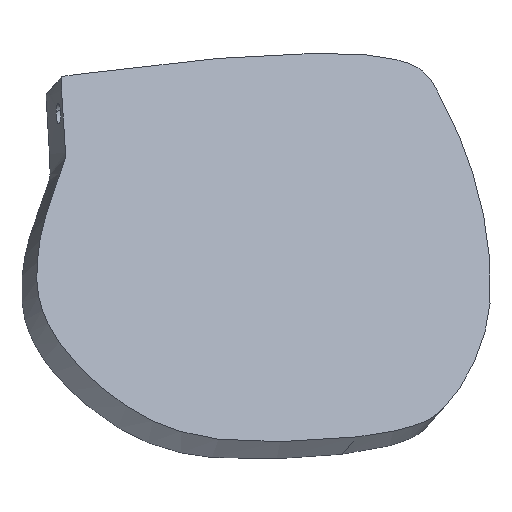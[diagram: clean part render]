
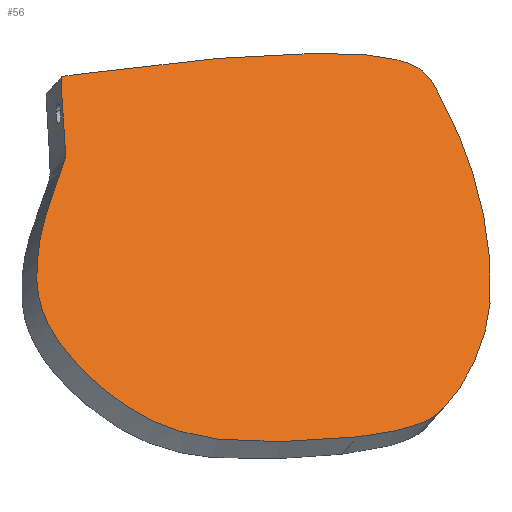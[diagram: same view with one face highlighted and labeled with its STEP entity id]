
A CAD part, left-side view. The second image highlights one B-rep face of the part: STEP entity #56.
In plain terms, the highlighted planar face has unit normal (-0.944, -0.202, 0.262).
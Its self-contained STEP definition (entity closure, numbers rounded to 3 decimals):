
#56=ADVANCED_FACE('',(#71),#72,.T.);
#71=FACE_OUTER_BOUND('',#437,.T.);
#72=PLANE('',#438);
#437=EDGE_LOOP('',(#473,#474));
#438=AXIS2_PLACEMENT_3D('',#475,#476,#477);
#473=ORIENTED_EDGE('',*,*,#487,.F.);
#474=ORIENTED_EDGE('',*,*,#495,.F.);
#475=CARTESIAN_POINT('',(37.793,3.484,-90.639));
#476=DIRECTION('',(-0.944,-0.202,0.262));
#477=DIRECTION('',(0.,0.792,0.611));
#487=EDGE_CURVE('',#502,#498,#504,.T.);
#495=EDGE_CURVE('',#498,#502,#517,.T.);
#498=VERTEX_POINT('',#520);
#502=VERTEX_POINT('',#570);
#504=B_SPLINE_CURVE_WITH_KNOTS('',3,(#573,#574,#575,#576,#577,#578,#579,#580,#581,#582,#583,#584,#585,#586,#587,#588,#589,#590,#591,#592,#593,#594,#595,#596,#597,#598,#599,#600,#601,#602,#603,#604,#605,#606,#607,#608,#609,#610,#611,#612,#613,#614,#615,#616,#617,#618),.UNSPECIFIED.,.F.,.F.,(4,3,3,3,3,3,3,3,3,3,3,3,3,3,3,4),(0.0,8.159,18.341,27.476,33.079,36.326,39.635,45.716,52.875,59.132,64.368,69.755,74.199,77.141,81.193,84.122),.UNSPECIFIED.);
#517=B_SPLINE_CURVE_WITH_KNOTS('',3,(#698,#699,#700,#701,#702,#703,#704,#705,#706,#707,#708,#709,#710,#711,#712,#713,#714,#715,#716,#717,#718,#719,#720,#721,#722,#723,#724,#725,#726,#727,#728,#729,#730,#731,#732,#733,#734,#735,#736,#737,#738,#739,#740,#741,#742,#743),.UNSPECIFIED.,.F.,.F.,(4,3,3,3,3,3,3,3,3,3,3,3,3,3,3,4),(84.122,87.05,94.484,100.336,105.3,110.427,115.955,120.612,124.856,130.155,135.389,137.911,140.508,144.52,146.301,148.167),.UNSPECIFIED.);
#520=CARTESIAN_POINT('',(21.838,21.321,-134.386));
#570=CARTESIAN_POINT('',(25.928,49.566,-97.842));
#573=CARTESIAN_POINT('',(25.928,49.566,-97.842));
#574=CARTESIAN_POINT('',(26.315,48.014,-97.646));
#575=CARTESIAN_POINT('',(27.09,44.929,-97.233));
#576=CARTESIAN_POINT('',(27.883,41.706,-96.864));
#577=CARTESIAN_POINT('',(28.675,38.483,-96.494));
#578=CARTESIAN_POINT('',(29.486,35.121,-96.168));
#579=CARTESIAN_POINT('',(30.245,31.845,-95.96));
#580=CARTESIAN_POINT('',(31.004,28.57,-95.751));
#581=CARTESIAN_POINT('',(31.712,25.381,-95.66));
#582=CARTESIAN_POINT('',(32.218,22.935,-95.724));
#583=CARTESIAN_POINT('',(32.724,20.489,-95.788));
#584=CARTESIAN_POINT('',(33.028,18.784,-96.006));
#585=CARTESIAN_POINT('',(33.223,17.475,-96.316));
#586=CARTESIAN_POINT('',(33.417,16.166,-96.625));
#587=CARTESIAN_POINT('',(33.502,15.253,-97.025));
#588=CARTESIAN_POINT('',(33.483,14.584,-97.608));
#589=CARTESIAN_POINT('',(33.465,13.915,-98.19));
#590=CARTESIAN_POINT('',(33.343,13.492,-98.955));
#591=CARTESIAN_POINT('',(33.116,12.796,-100.31));
#592=CARTESIAN_POINT('',(32.889,12.101,-101.665));
#593=CARTESIAN_POINT('',(32.557,11.135,-103.609));
#594=CARTESIAN_POINT('',(32.129,10.331,-105.77));
#595=CARTESIAN_POINT('',(31.702,9.528,-107.93));
#596=CARTESIAN_POINT('',(31.18,8.888,-110.306));
#597=CARTESIAN_POINT('',(30.659,8.47,-112.506));
#598=CARTESIAN_POINT('',(30.138,8.053,-114.707));
#599=CARTESIAN_POINT('',(29.618,7.857,-116.733));
#600=CARTESIAN_POINT('',(29.127,7.827,-118.523));
#601=CARTESIAN_POINT('',(28.637,7.798,-120.314));
#602=CARTESIAN_POINT('',(28.176,7.934,-121.869));
#603=CARTESIAN_POINT('',(27.641,8.335,-123.488));
#604=CARTESIAN_POINT('',(27.106,8.737,-125.107));
#605=CARTESIAN_POINT('',(26.497,9.403,-126.79));
#606=CARTESIAN_POINT('',(25.932,10.198,-128.212));
#607=CARTESIAN_POINT('',(25.367,10.994,-129.635));
#608=CARTESIAN_POINT('',(24.847,11.918,-130.797));
#609=CARTESIAN_POINT('',(24.47,12.682,-131.563));
#610=CARTESIAN_POINT('',(24.094,13.446,-132.33));
#611=CARTESIAN_POINT('',(23.862,14.051,-132.7));
#612=CARTESIAN_POINT('',(23.562,14.994,-133.054));
#613=CARTESIAN_POINT('',(23.262,15.936,-133.408));
#614=CARTESIAN_POINT('',(22.894,17.215,-133.746));
#615=CARTESIAN_POINT('',(22.486,18.767,-134.021));
#616=CARTESIAN_POINT('',(22.282,19.543,-134.158));
#617=CARTESIAN_POINT('',(22.067,20.387,-134.28));
#618=CARTESIAN_POINT('',(21.838,21.321,-134.386));
#698=CARTESIAN_POINT('',(21.838,21.321,-134.386));
#699=CARTESIAN_POINT('',(21.608,22.255,-134.492));
#700=CARTESIAN_POINT('',(21.363,23.279,-134.584));
#701=CARTESIAN_POINT('',(21.099,24.416,-134.66));
#702=CARTESIAN_POINT('',(20.57,26.688,-134.814));
#703=CARTESIAN_POINT('',(19.961,29.409,-134.91));
#704=CARTESIAN_POINT('',(19.491,31.666,-134.862));
#705=CARTESIAN_POINT('',(19.021,33.923,-134.814));
#706=CARTESIAN_POINT('',(18.69,35.715,-134.624));
#707=CARTESIAN_POINT('',(18.432,37.373,-134.275));
#708=CARTESIAN_POINT('',(18.173,39.031,-133.926));
#709=CARTESIAN_POINT('',(17.988,40.555,-133.419));
#710=CARTESIAN_POINT('',(17.868,42.024,-132.718));
#711=CARTESIAN_POINT('',(17.748,43.494,-132.016));
#712=CARTESIAN_POINT('',(17.693,44.911,-131.119));
#713=CARTESIAN_POINT('',(17.699,46.338,-129.995));
#714=CARTESIAN_POINT('',(17.706,47.766,-128.871));
#715=CARTESIAN_POINT('',(17.772,49.206,-127.52));
#716=CARTESIAN_POINT('',(17.9,50.322,-126.198));
#717=CARTESIAN_POINT('',(18.028,51.439,-124.876));
#718=CARTESIAN_POINT('',(18.216,52.233,-123.584));
#719=CARTESIAN_POINT('',(18.454,52.764,-122.318));
#720=CARTESIAN_POINT('',(18.691,53.296,-121.051));
#721=CARTESIAN_POINT('',(18.978,53.564,-119.811));
#722=CARTESIAN_POINT('',(19.384,53.603,-118.316));
#723=CARTESIAN_POINT('',(19.79,53.641,-116.822));
#724=CARTESIAN_POINT('',(20.316,53.451,-115.074));
#725=CARTESIAN_POINT('',(20.9,53.02,-113.303));
#726=CARTESIAN_POINT('',(21.483,52.59,-111.531));
#727=CARTESIAN_POINT('',(22.125,51.921,-109.737));
#728=CARTESIAN_POINT('',(22.538,51.48,-108.586));
#729=CARTESIAN_POINT('',(22.952,51.038,-107.435));
#730=CARTESIAN_POINT('',(23.138,50.825,-106.927));
#731=CARTESIAN_POINT('',(23.324,50.747,-106.319));
#732=CARTESIAN_POINT('',(23.51,50.668,-105.71));
#733=CARTESIAN_POINT('',(23.695,50.723,-105.001));
#734=CARTESIAN_POINT('',(24.003,50.81,-103.823));
#735=CARTESIAN_POINT('',(24.311,50.896,-102.645));
#736=CARTESIAN_POINT('',(24.742,51.015,-101.));
#737=CARTESIAN_POINT('',(25.02,51.079,-99.951));
#738=CARTESIAN_POINT('',(25.297,51.142,-98.902));
#739=CARTESIAN_POINT('',(25.421,51.151,-98.449));
#740=CARTESIAN_POINT('',(25.482,51.145,-98.233));
#741=CARTESIAN_POINT('',(25.543,51.139,-98.018));
#742=CARTESIAN_POINT('',(25.542,51.119,-98.039));
#743=CARTESIAN_POINT('',(25.928,49.566,-97.842));
